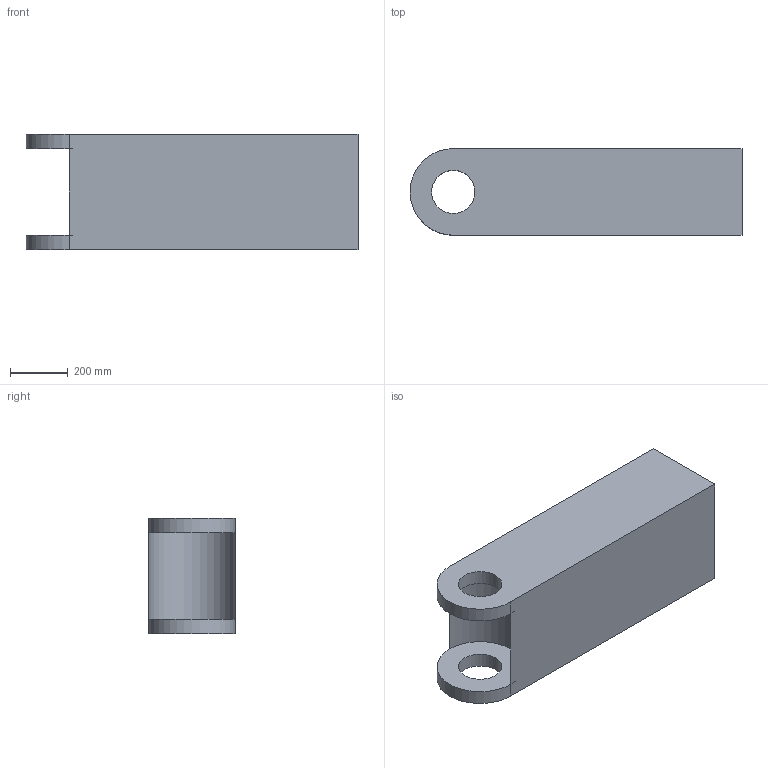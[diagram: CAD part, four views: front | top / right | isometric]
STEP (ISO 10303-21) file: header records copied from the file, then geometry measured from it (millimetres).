
FILE_DESCRIPTION(/* description */ (''),/* implementation_level */ '2;1');
FILE_NAME(/* name */ 'UNIVERSITA''Link2 v4_ipt_9a5bd8d1.STEP',/* time_stamp */ '2022-05-03T01:06:46+02:00',/* author */ ('Administrator'),/* organization */ (''),/* preprocessor_version */ 'ST-DEVELOPER v18.1',/* originating_system */ 'Autodesk Inventor 2021',/* authorisation */ '');
FILE_SCHEMA (('AUTOMOTIVE_DESIGN { 1 0 10303 214 3 1 1 }'));
Length unit declared in the file: millimetre
Products named in the file (1): Link2
Bounding box: 1150 x 300 x 400 mm (x, y, z)
Volume: 111164270.7 mm3; surface area: 1896991.1 mm2
Topology: 1 solids, 1 shells, 12 faces, 26 edges, 16 vertices
Faces by surface type: plane 7, cylinder 5
Full cylindrical faces by diameter (mm): 150 x2
Entity records: 399 total; most frequent: DIRECTION 62, CARTESIAN_POINT 55, ORIENTED_EDGE 52, EDGE_CURVE 26, AXIS2_PLACEMENT_3D 23, EDGE_LOOP 16, LINE 16, VECTOR 16
